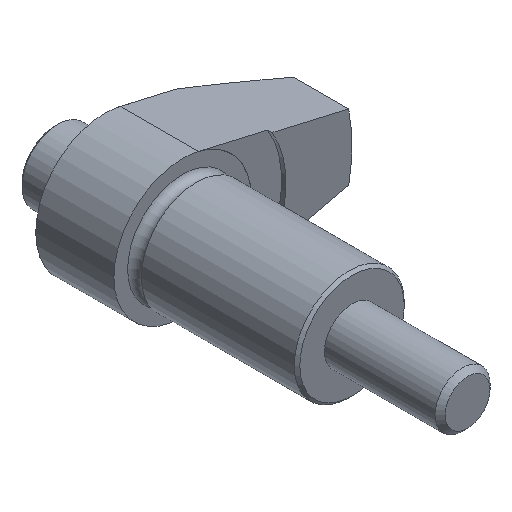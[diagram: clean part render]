
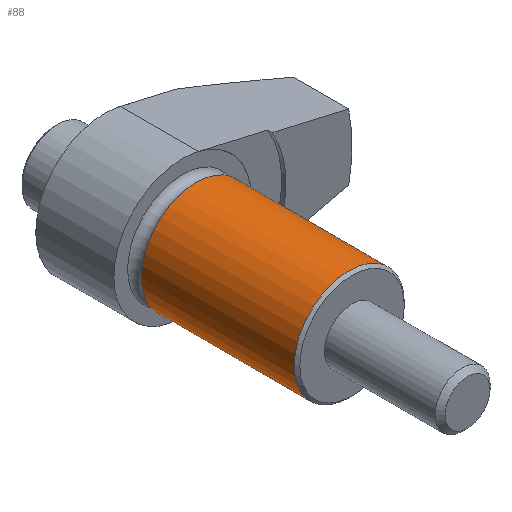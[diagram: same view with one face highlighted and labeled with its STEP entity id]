
A CAD part, isometric view. The second image highlights one B-rep face of the part: STEP entity #88.
In plain terms, the highlighted cylindrical face has radius 10 mm (diameter 20 mm), a full revolution.
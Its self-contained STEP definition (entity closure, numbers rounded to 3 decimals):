
#88 = ADVANCED_FACE( '', ( #191, #192 ), #193, .T. );
#191 = FACE_OUTER_BOUND( '', #303, .T. );
#192 = FACE_OUTER_BOUND( '', #304, .T. );
#193 = CYLINDRICAL_SURFACE( '', #305, 10. );
#303 = EDGE_LOOP( '', ( #474 ) );
#304 = EDGE_LOOP( '', ( #475 ) );
#305 = AXIS2_PLACEMENT_3D( '', #476, #477, #478 );
#474 = ORIENTED_EDGE( '', *, *, #589, .F. );
#475 = ORIENTED_EDGE( '', *, *, #633, .T. );
#476 = CARTESIAN_POINT( '', ( 0., 24., 0. ) );
#477 = DIRECTION( '', ( 0., -1., 0. ) );
#478 = DIRECTION( '', ( 0., 0., 1. ) );
#589 = EDGE_CURVE( '', #684, #684, #685, .T. );
#633 = EDGE_CURVE( '', #752, #752, #753, .T. );
#684 = VERTEX_POINT( '', #815 );
#685 = CIRCLE( '', #816, 10. );
#752 = VERTEX_POINT( '', #910 );
#753 = CIRCLE( '', #911, 10. );
#815 = CARTESIAN_POINT( '', ( 0., -1.7, 10. ) );
#816 = AXIS2_PLACEMENT_3D( '', #967, #968, #969 );
#910 = CARTESIAN_POINT( '', ( 0., -29.5, 10. ) );
#911 = AXIS2_PLACEMENT_3D( '', #1022, #1023, #1024 );
#967 = CARTESIAN_POINT( '', ( 0., -1.7, 0. ) );
#968 = DIRECTION( '', ( 0., 1., 0. ) );
#969 = DIRECTION( '', ( 0., 0., 1. ) );
#1022 = CARTESIAN_POINT( '', ( 0., -29.5, 0. ) );
#1023 = DIRECTION( '', ( 0., 1., 0. ) );
#1024 = DIRECTION( '', ( 0., 0., 1. ) );
